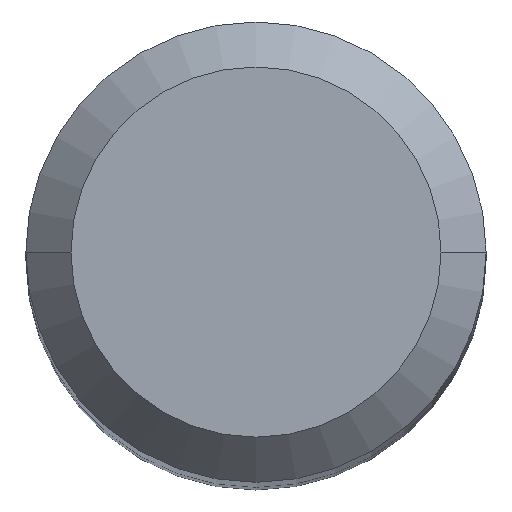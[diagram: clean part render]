
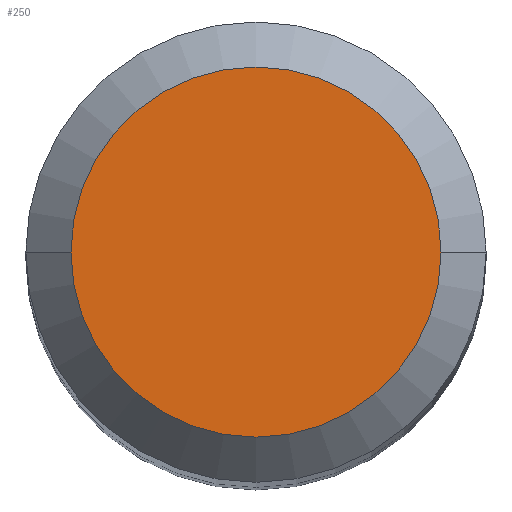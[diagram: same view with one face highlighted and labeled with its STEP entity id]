
A CAD part, top view. The second image highlights one B-rep face of the part: STEP entity #250.
In plain terms, the highlighted planar face has unit normal (0, 0, 1).
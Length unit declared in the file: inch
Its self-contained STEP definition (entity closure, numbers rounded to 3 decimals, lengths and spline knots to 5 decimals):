
#10 = EDGE_CURVE ( 'NONE', #47, #109, #70, .T. ) ;
#11 = CARTESIAN_POINT ( 'NONE',  ( -0.1282, 0., 0. ) ) ;
#39 = DIRECTION ( 'NONE',  ( 0., 0., 1. ) ) ;
#41 = FACE_OUTER_BOUND ( 'NONE', #82, .T. ) ;
#47 = VERTEX_POINT ( 'NONE', #11 ) ;
#62 = CARTESIAN_POINT ( 'NONE',  ( 0., 0., 0. ) ) ;
#63 = AXIS2_PLACEMENT_3D ( 'NONE', #110, #280, #201 ) ;
#69 = PLANE ( 'NONE',  #63 ) ;
#70 = CIRCLE ( 'NONE', #90, 0.1282 ) ;
#78 = EDGE_CURVE ( 'NONE', #109, #47, #267, .T. ) ;
#82 = EDGE_LOOP ( 'NONE', ( #290, #229 ) ) ;
#90 = AXIS2_PLACEMENT_3D ( 'NONE', #324, #39, #311 ) ;
#109 = VERTEX_POINT ( 'NONE', #185 ) ;
#110 = CARTESIAN_POINT ( 'NONE',  ( 0., 0., 0. ) ) ;
#158 = DIRECTION ( 'NONE',  ( 0., 0., 1. ) ) ;
#185 = CARTESIAN_POINT ( 'NONE',  ( 0.1282, 0., 0. ) ) ;
#201 = DIRECTION ( 'NONE',  ( -1., 0., 0. ) ) ;
#229 = ORIENTED_EDGE ( 'NONE', *, *, #78, .T. ) ;
#250 = ADVANCED_FACE ( 'NONE', ( #41 ), #69, .F. ) ;
#267 = CIRCLE ( 'NONE', #350, 0.1282 ) ;
#279 = DIRECTION ( 'NONE',  ( 1., 0., 0. ) ) ;
#280 = DIRECTION ( 'NONE',  ( 0., 0., -1. ) ) ;
#290 = ORIENTED_EDGE ( 'NONE', *, *, #10, .T. ) ;
#311 = DIRECTION ( 'NONE',  ( 1., 0., 0. ) ) ;
#324 = CARTESIAN_POINT ( 'NONE',  ( 0., 0., 0. ) ) ;
#350 = AXIS2_PLACEMENT_3D ( 'NONE', #62, #158, #279 ) ;
